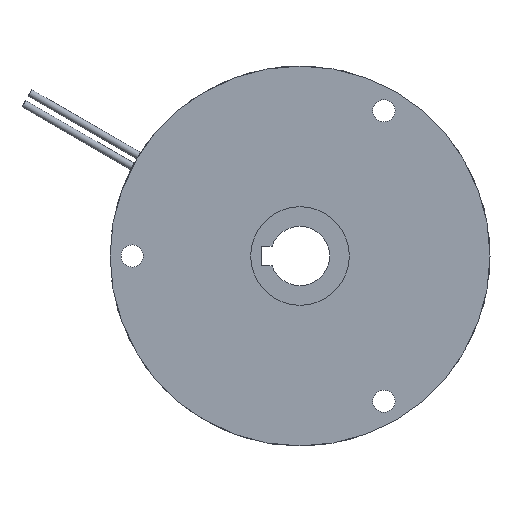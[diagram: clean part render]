
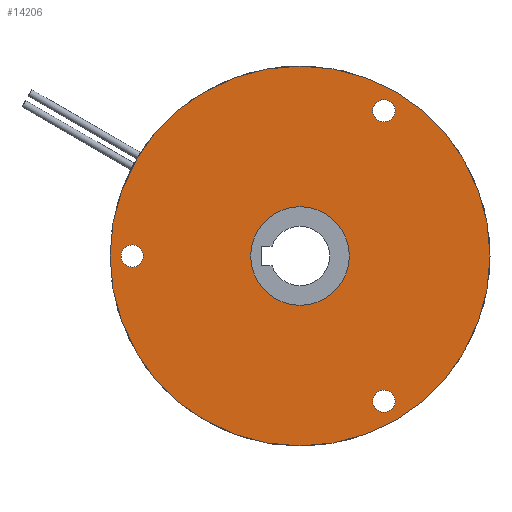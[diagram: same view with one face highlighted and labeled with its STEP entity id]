
A CAD part, left-side view. The second image highlights one B-rep face of the part: STEP entity #14206.
In plain terms, the highlighted planar face has unit normal (-1, 0, 0).
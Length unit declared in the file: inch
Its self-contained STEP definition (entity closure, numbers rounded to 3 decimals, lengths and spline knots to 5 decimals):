
#30 = AXIS2_PLACEMENT_3D ( 'NONE', #2686, #3073, #4145 ) ;
#46 = CARTESIAN_POINT ( 'NONE',  ( 0., 1.33858, -0.08858 ) ) ;
#53 = DIRECTION ( 'NONE',  ( 1., 0., 0. ) ) ;
#64 = CARTESIAN_POINT ( 'NONE',  ( 0., -0.66929, 1.15925 ) ) ;
#455 = ORIENTED_EDGE ( 'NONE', *, *, #11615, .T. ) ;
#958 = CARTESIAN_POINT ( 'NONE',  ( 0., 1.33858, 0.08858 ) ) ;
#1282 = EDGE_CURVE ( 'NONE', #11301, #8547, #3167, .T. ) ;
#1694 = CIRCLE ( 'NONE', #30, 1.51575 ) ;
#1806 = DIRECTION ( 'NONE',  ( 0., 0.866, 0.5 ) ) ;
#2183 = CARTESIAN_POINT ( 'NONE',  ( 0., -0.66929, 1.07066 ) ) ;
#2686 = CARTESIAN_POINT ( 'NONE',  ( 0., 0., 0. ) ) ;
#2752 = EDGE_CURVE ( 'NONE', #6392, #20278, #10130, .T. ) ;
#3040 = ORIENTED_EDGE ( 'NONE', *, *, #18613, .T. ) ;
#3073 = DIRECTION ( 'NONE',  ( -1., 0., 0. ) ) ;
#3148 = FACE_BOUND ( 'NONE', #18471, .T. ) ;
#3167 = CIRCLE ( 'NONE', #14835, 0.08858 ) ;
#3469 = CARTESIAN_POINT ( 'NONE',  ( 0., 0., -0.3937 ) ) ;
#3487 = AXIS2_PLACEMENT_3D ( 'NONE', #64, #12221, #1806 ) ;
#3491 = EDGE_CURVE ( 'NONE', #5945, #7535, #1694, .T. ) ;
#3700 = DIRECTION ( 'NONE',  ( 1., 0., 0. ) ) ;
#4145 = DIRECTION ( 'NONE',  ( 0., 0., 1. ) ) ;
#4370 = VERTEX_POINT ( 'NONE', #46 ) ;
#5654 = DIRECTION ( 'NONE',  ( 1., 0., 0. ) ) ;
#5777 = EDGE_CURVE ( 'NONE', #6408, #21129, #16456, .T. ) ;
#5945 = VERTEX_POINT ( 'NONE', #6043 ) ;
#6043 = CARTESIAN_POINT ( 'NONE',  ( 0., 0., 1.51575 ) ) ;
#6392 = VERTEX_POINT ( 'NONE', #9265 ) ;
#6408 = VERTEX_POINT ( 'NONE', #14536 ) ;
#6495 = CIRCLE ( 'NONE', #8696, 0.08858 ) ;
#7004 = DIRECTION ( 'NONE',  ( -1., 0., 0. ) ) ;
#7331 = CIRCLE ( 'NONE', #21594, 1.51575 ) ;
#7385 = CARTESIAN_POINT ( 'NONE',  ( 0., -0.66929, -1.15925 ) ) ;
#7411 = EDGE_LOOP ( 'NONE', ( #3040, #455 ) ) ;
#7427 = CARTESIAN_POINT ( 'NONE',  ( 0., 0., 0. ) ) ;
#7460 = CARTESIAN_POINT ( 'NONE',  ( 0., -0.66929, -1.07066 ) ) ;
#7535 = VERTEX_POINT ( 'NONE', #12865 ) ;
#7783 = CARTESIAN_POINT ( 'NONE',  ( 0., 0., 0. ) ) ;
#8010 = ORIENTED_EDGE ( 'NONE', *, *, #5777, .T. ) ;
#8061 = ORIENTED_EDGE ( 'NONE', *, *, #22405, .F. ) ;
#8547 = VERTEX_POINT ( 'NONE', #2183 ) ;
#8696 = AXIS2_PLACEMENT_3D ( 'NONE', #10426, #53, #12209 ) ;
#9144 = DIRECTION ( 'NONE',  ( 0., -0.866, 0.5 ) ) ;
#9265 = CARTESIAN_POINT ( 'NONE',  ( 0., 0., 0.3937 ) ) ;
#9539 = DIRECTION ( 'NONE',  ( 0., 0., 1. ) ) ;
#9736 = CARTESIAN_POINT ( 'NONE',  ( 0., 0., 0. ) ) ;
#9831 = CARTESIAN_POINT ( 'NONE',  ( 0., -0.66929, 1.24783 ) ) ;
#10130 = CIRCLE ( 'NONE', #20401, 0.3937 ) ;
#10426 = CARTESIAN_POINT ( 'NONE',  ( 0., 1.33858, 0. ) ) ;
#10879 = AXIS2_PLACEMENT_3D ( 'NONE', #16555, #16474, #18281 ) ;
#11047 = ORIENTED_EDGE ( 'NONE', *, *, #2752, .F. ) ;
#11165 = AXIS2_PLACEMENT_3D ( 'NONE', #14107, #3700, #15854 ) ;
#11301 = VERTEX_POINT ( 'NONE', #9831 ) ;
#11489 = DIRECTION ( 'NONE',  ( 0., 0., 1. ) ) ;
#11615 = EDGE_CURVE ( 'NONE', #20059, #4370, #11874, .T. ) ;
#11833 = FACE_BOUND ( 'NONE', #7411, .T. ) ;
#11874 = CIRCLE ( 'NONE', #14340, 0.08858 ) ;
#11993 = ORIENTED_EDGE ( 'NONE', *, *, #14528, .T. ) ;
#12209 = DIRECTION ( 'NONE',  ( 0., 0., -1. ) ) ;
#12221 = DIRECTION ( 'NONE',  ( 1., 0., 0. ) ) ;
#12374 = FACE_OUTER_BOUND ( 'NONE', #14439, .T. ) ;
#12577 = AXIS2_PLACEMENT_3D ( 'NONE', #7783, #19972, #9539 ) ;
#12865 = CARTESIAN_POINT ( 'NONE',  ( 0., 0., -1.51575 ) ) ;
#13729 = CIRCLE ( 'NONE', #3487, 0.08858 ) ;
#13990 = CIRCLE ( 'NONE', #17451, 0.08858 ) ;
#14107 = CARTESIAN_POINT ( 'NONE',  ( 0., -0.66929, -1.15925 ) ) ;
#14206 = ADVANCED_FACE ( 'NONE', ( #3148, #20539, #11833, #15916, #12374 ), #14794, .F. ) ;
#14340 = AXIS2_PLACEMENT_3D ( 'NONE', #16081, #5654, #17809 ) ;
#14380 = EDGE_CURVE ( 'NONE', #8547, #11301, #13729, .T. ) ;
#14439 = EDGE_LOOP ( 'NONE', ( #19541, #20837 ) ) ;
#14528 = EDGE_CURVE ( 'NONE', #21129, #6408, #13990, .T. ) ;
#14536 = CARTESIAN_POINT ( 'NONE',  ( 0., -0.66929, -1.24783 ) ) ;
#14794 = PLANE ( 'NONE',  #10879 ) ;
#14835 = AXIS2_PLACEMENT_3D ( 'NONE', #20764, #20626, #20545 ) ;
#15173 = ORIENTED_EDGE ( 'NONE', *, *, #1282, .T. ) ;
#15832 = DIRECTION ( 'NONE',  ( 0., 0., 1. ) ) ;
#15854 = DIRECTION ( 'NONE',  ( 0., -0.866, 0.5 ) ) ;
#15916 = FACE_BOUND ( 'NONE', #16457, .T. ) ;
#16081 = CARTESIAN_POINT ( 'NONE',  ( 0., 1.33858, 0. ) ) ;
#16457 = EDGE_LOOP ( 'NONE', ( #11047, #8061 ) ) ;
#16456 = CIRCLE ( 'NONE', #11165, 0.08858 ) ;
#16474 = DIRECTION ( 'NONE',  ( 1., 0., 0. ) ) ;
#16555 = CARTESIAN_POINT ( 'NONE',  ( 0., 1.51575, 0. ) ) ;
#16738 = EDGE_CURVE ( 'NONE', #7535, #5945, #7331, .T. ) ;
#17451 = AXIS2_PLACEMENT_3D ( 'NONE', #7385, #19583, #9144 ) ;
#17809 = DIRECTION ( 'NONE',  ( 0., 0., -1. ) ) ;
#18281 = DIRECTION ( 'NONE',  ( 0., 0., -1. ) ) ;
#18471 = EDGE_LOOP ( 'NONE', ( #8010, #11993 ) ) ;
#18613 = EDGE_CURVE ( 'NONE', #4370, #20059, #6495, .T. ) ;
#19217 = EDGE_LOOP ( 'NONE', ( #19236, #15173 ) ) ;
#19236 = ORIENTED_EDGE ( 'NONE', *, *, #14380, .T. ) ;
#19541 = ORIENTED_EDGE ( 'NONE', *, *, #3491, .T. ) ;
#19583 = DIRECTION ( 'NONE',  ( 1., 0., 0. ) ) ;
#19972 = DIRECTION ( 'NONE',  ( -1., 0., 0. ) ) ;
#20059 = VERTEX_POINT ( 'NONE', #958 ) ;
#20278 = VERTEX_POINT ( 'NONE', #3469 ) ;
#20401 = AXIS2_PLACEMENT_3D ( 'NONE', #7427, #7004, #15832 ) ;
#20539 = FACE_BOUND ( 'NONE', #19217, .T. ) ;
#20545 = DIRECTION ( 'NONE',  ( 0., 0.866, 0.5 ) ) ;
#20626 = DIRECTION ( 'NONE',  ( 1., 0., 0. ) ) ;
#20764 = CARTESIAN_POINT ( 'NONE',  ( 0., -0.66929, 1.15925 ) ) ;
#20837 = ORIENTED_EDGE ( 'NONE', *, *, #16738, .T. ) ;
#21129 = VERTEX_POINT ( 'NONE', #7460 ) ;
#21455 = CIRCLE ( 'NONE', #12577, 0.3937 ) ;
#21594 = AXIS2_PLACEMENT_3D ( 'NONE', #9736, #21925, #11489 ) ;
#21925 = DIRECTION ( 'NONE',  ( -1., 0., 0. ) ) ;
#22405 = EDGE_CURVE ( 'NONE', #20278, #6392, #21455, .T. ) ;
